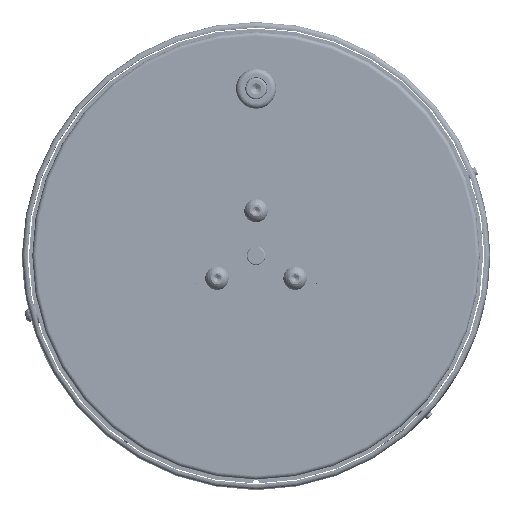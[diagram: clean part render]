
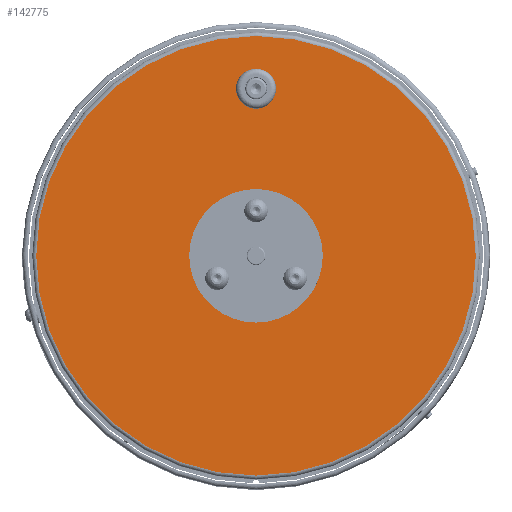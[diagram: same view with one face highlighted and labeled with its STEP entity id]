
A CAD part, top view. The second image highlights one B-rep face of the part: STEP entity #142775.
In plain terms, the highlighted planar face has unit normal (0, 0, 1).
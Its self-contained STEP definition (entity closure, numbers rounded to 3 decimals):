
#1360 = VERTEX_POINT ( 'NONE', #62588 ) ;
#6204 = CARTESIAN_POINT ( 'NONE',  ( 0., 0., 6. ) ) ;
#6971 = CARTESIAN_POINT ( 'NONE',  ( 0., 0., 6. ) ) ;
#8557 = AXIS2_PLACEMENT_3D ( 'NONE', #11258, #77172, #178504 ) ;
#11258 = CARTESIAN_POINT ( 'NONE',  ( -29.228, -16.875, 6. ) ) ;
#11852 = ORIENTED_EDGE ( 'NONE', *, *, #167326, .F. ) ;
#12707 = EDGE_CURVE ( 'NONE', #31277, #93265, #198010, .T. ) ;
#16420 = AXIS2_PLACEMENT_3D ( 'NONE', #75657, #141436, #59444 ) ;
#21412 = CIRCLE ( 'NONE', #59527, 4.25 ) ;
#26224 = ORIENTED_EDGE ( 'NONE', *, *, #54496, .F. ) ;
#26466 = DIRECTION ( 'NONE',  ( 1., 0., 0. ) ) ;
#28961 = AXIS2_PLACEMENT_3D ( 'NONE', #172229, #43819, #208834 ) ;
#29684 = CARTESIAN_POINT ( 'NONE',  ( -24.128, -16.875, 6. ) ) ;
#31277 = VERTEX_POINT ( 'NONE', #58764 ) ;
#35517 = CARTESIAN_POINT ( 'NONE',  ( 24.128, -16.875, 6. ) ) ;
#36723 = VERTEX_POINT ( 'NONE', #88522 ) ;
#38859 = EDGE_LOOP ( 'NONE', ( #194758, #26224 ) ) ;
#41203 = EDGE_CURVE ( 'NONE', #66964, #170004, #21412, .T. ) ;
#43819 = DIRECTION ( 'NONE',  ( 0., 0., 1. ) ) ;
#44095 = CARTESIAN_POINT ( 'NONE',  ( -5.1, 33.75, 6. ) ) ;
#44754 = CIRCLE ( 'NONE', #72361, 5.1 ) ;
#49013 = DIRECTION ( 'NONE',  ( 1., 0., 0. ) ) ;
#51129 = CARTESIAN_POINT ( 'NONE',  ( 0., 33.75, 6. ) ) ;
#53328 = CARTESIAN_POINT ( 'NONE',  ( 0., 125., 6. ) ) ;
#53879 = CIRCLE ( 'NONE', #174411, 164.5 ) ;
#54496 = EDGE_CURVE ( 'NONE', #93265, #31277, #124970, .T. ) ;
#55889 = DIRECTION ( 'NONE',  ( 1., 0., 0. ) ) ;
#56088 = AXIS2_PLACEMENT_3D ( 'NONE', #60958, #192508, #105315 ) ;
#56550 = EDGE_CURVE ( 'NONE', #1360, #148321, #211284, .T. ) ;
#58764 = CARTESIAN_POINT ( 'NONE',  ( -34.328, -16.875, 6. ) ) ;
#59166 = CIRCLE ( 'NONE', #124664, 5.1 ) ;
#59444 = DIRECTION ( 'NONE',  ( 1., 0., 0. ) ) ;
#59527 = AXIS2_PLACEMENT_3D ( 'NONE', #53328, #73511, #205036 ) ;
#59890 = CARTESIAN_POINT ( 'NONE',  ( -4.25, 125., 6. ) ) ;
#60601 = DIRECTION ( 'NONE',  ( 1., 0., 0. ) ) ;
#60865 = VERTEX_POINT ( 'NONE', #146399 ) ;
#60958 = CARTESIAN_POINT ( 'NONE',  ( -29.228, -16.875, 6. ) ) ;
#62588 = CARTESIAN_POINT ( 'NONE',  ( -164.5, 0., 6. ) ) ;
#65228 = DIRECTION ( 'NONE',  ( 0., 0., 1. ) ) ;
#66964 = VERTEX_POINT ( 'NONE', #83829 ) ;
#72361 = AXIS2_PLACEMENT_3D ( 'NONE', #147676, #212381, #130469 ) ;
#73511 = DIRECTION ( 'NONE',  ( 0., 0., 1. ) ) ;
#74707 = VERTEX_POINT ( 'NONE', #44095 ) ;
#75657 = CARTESIAN_POINT ( 'NONE',  ( 0., 0., 6. ) ) ;
#76817 = EDGE_LOOP ( 'NONE', ( #100682, #11852 ) ) ;
#77172 = DIRECTION ( 'NONE',  ( 0., 0., 1. ) ) ;
#77610 = EDGE_CURVE ( 'NONE', #60865, #36723, #161278, .T. ) ;
#82729 = EDGE_LOOP ( 'NONE', ( #175321, #99023 ) ) ;
#83829 = CARTESIAN_POINT ( 'NONE',  ( 4.25, 125., 6. ) ) ;
#84974 = EDGE_LOOP ( 'NONE', ( #118612, #185277 ) ) ;
#86164 = FACE_BOUND ( 'NONE', #109967, .T. ) ;
#87210 = PLANE ( 'NONE',  #164260 ) ;
#87904 = DIRECTION ( 'NONE',  ( 0., 0., 1. ) ) ;
#88522 = CARTESIAN_POINT ( 'NONE',  ( 9., 0., 6. ) ) ;
#88896 = CIRCLE ( 'NONE', #16420, 9. ) ;
#89137 = VERTEX_POINT ( 'NONE', #208274 ) ;
#89348 = DIRECTION ( 'NONE',  ( 0., 0., 1. ) ) ;
#91768 = DIRECTION ( 'NONE',  ( 1., 0., 0. ) ) ;
#93265 = VERTEX_POINT ( 'NONE', #29684 ) ;
#99023 = ORIENTED_EDGE ( 'NONE', *, *, #189322, .F. ) ;
#100682 = ORIENTED_EDGE ( 'NONE', *, *, #165771, .F. ) ;
#102524 = ORIENTED_EDGE ( 'NONE', *, *, #113721, .F. ) ;
#105315 = DIRECTION ( 'NONE',  ( 1., 0., 0. ) ) ;
#109967 = EDGE_LOOP ( 'NONE', ( #102524, #164134 ) ) ;
#111760 = EDGE_CURVE ( 'NONE', #126996, #140102, #182375, .T. ) ;
#113721 = EDGE_CURVE ( 'NONE', #170004, #66964, #142204, .T. ) ;
#118612 = ORIENTED_EDGE ( 'NONE', *, *, #142105, .T. ) ;
#122015 = CARTESIAN_POINT ( 'NONE',  ( 0., 0., 6. ) ) ;
#122509 = DIRECTION ( 'NONE',  ( 0., 0., 1. ) ) ;
#124664 = AXIS2_PLACEMENT_3D ( 'NONE', #128532, #195351, #60601 ) ;
#124970 = CIRCLE ( 'NONE', #56088, 5.1 ) ;
#125107 = AXIS2_PLACEMENT_3D ( 'NONE', #51129, #65228, #49013 ) ;
#126996 = VERTEX_POINT ( 'NONE', #35517 ) ;
#128532 = CARTESIAN_POINT ( 'NONE',  ( 0., 33.75, 6. ) ) ;
#128746 = EDGE_CURVE ( 'NONE', #36723, #60865, #88896, .T. ) ;
#130469 = DIRECTION ( 'NONE',  ( 1., 0., 0. ) ) ;
#135673 = ORIENTED_EDGE ( 'NONE', *, *, #77610, .F. ) ;
#137506 = DIRECTION ( 'NONE',  ( 1., 0., 0. ) ) ;
#140102 = VERTEX_POINT ( 'NONE', #191797 ) ;
#141436 = DIRECTION ( 'NONE',  ( 0., 0., 1. ) ) ;
#142105 = EDGE_CURVE ( 'NONE', #148321, #1360, #53879, .T. ) ;
#142204 = CIRCLE ( 'NONE', #28961, 4.25 ) ;
#142553 = CARTESIAN_POINT ( 'NONE',  ( 29.228, -16.875, 6. ) ) ;
#142775 = ADVANCED_FACE ( 'NONE', ( #188517, #185358, #86164, #172350, #168105, #170220 ), #87210, .T. ) ;
#146399 = CARTESIAN_POINT ( 'NONE',  ( -9., 0., 6. ) ) ;
#147676 = CARTESIAN_POINT ( 'NONE',  ( 29.228, -16.875, 6. ) ) ;
#148321 = VERTEX_POINT ( 'NONE', #181242 ) ;
#153447 = EDGE_LOOP ( 'NONE', ( #135673, #186307 ) ) ;
#161278 = CIRCLE ( 'NONE', #185296, 9. ) ;
#163170 = DIRECTION ( 'NONE',  ( 0., 0., 1. ) ) ;
#164134 = ORIENTED_EDGE ( 'NONE', *, *, #41203, .F. ) ;
#164260 = AXIS2_PLACEMENT_3D ( 'NONE', #6204, #89348, #55889 ) ;
#165771 = EDGE_CURVE ( 'NONE', #74707, #89137, #59166, .T. ) ;
#167326 = EDGE_CURVE ( 'NONE', #89137, #74707, #204160, .T. ) ;
#168105 = FACE_BOUND ( 'NONE', #82729, .T. ) ;
#170004 = VERTEX_POINT ( 'NONE', #59890 ) ;
#170220 = FACE_BOUND ( 'NONE', #153447, .T. ) ;
#172229 = CARTESIAN_POINT ( 'NONE',  ( 0., 125., 6. ) ) ;
#172350 = FACE_BOUND ( 'NONE', #76817, .T. ) ;
#172632 = DIRECTION ( 'NONE',  ( 0., 0., 1. ) ) ;
#174411 = AXIS2_PLACEMENT_3D ( 'NONE', #6971, #122509, #200160 ) ;
#175321 = ORIENTED_EDGE ( 'NONE', *, *, #111760, .F. ) ;
#178504 = DIRECTION ( 'NONE',  ( 1., 0., 0. ) ) ;
#181242 = CARTESIAN_POINT ( 'NONE',  ( 164.5, 0., 6. ) ) ;
#182375 = CIRCLE ( 'NONE', #192634, 5.1 ) ;
#185277 = ORIENTED_EDGE ( 'NONE', *, *, #56550, .T. ) ;
#185296 = AXIS2_PLACEMENT_3D ( 'NONE', #122015, #172632, #91768 ) ;
#185358 = FACE_BOUND ( 'NONE', #38859, .T. ) ;
#186307 = ORIENTED_EDGE ( 'NONE', *, *, #128746, .F. ) ;
#188517 = FACE_OUTER_BOUND ( 'NONE', #84974, .T. ) ;
#189322 = EDGE_CURVE ( 'NONE', #140102, #126996, #44754, .T. ) ;
#191797 = CARTESIAN_POINT ( 'NONE',  ( 34.328, -16.875, 6. ) ) ;
#192508 = DIRECTION ( 'NONE',  ( 0., 0., 1. ) ) ;
#192634 = AXIS2_PLACEMENT_3D ( 'NONE', #142553, #87904, #137506 ) ;
#194758 = ORIENTED_EDGE ( 'NONE', *, *, #12707, .F. ) ;
#195351 = DIRECTION ( 'NONE',  ( 0., 0., 1. ) ) ;
#197575 = AXIS2_PLACEMENT_3D ( 'NONE', #210632, #163170, #26466 ) ;
#198010 = CIRCLE ( 'NONE', #8557, 5.1 ) ;
#200160 = DIRECTION ( 'NONE',  ( 1., 0., 0. ) ) ;
#204160 = CIRCLE ( 'NONE', #125107, 5.1 ) ;
#205036 = DIRECTION ( 'NONE',  ( 1., 0., 0. ) ) ;
#208274 = CARTESIAN_POINT ( 'NONE',  ( 5.1, 33.75, 6. ) ) ;
#208834 = DIRECTION ( 'NONE',  ( 1., 0., 0. ) ) ;
#210632 = CARTESIAN_POINT ( 'NONE',  ( 0., 0., 6. ) ) ;
#211284 = CIRCLE ( 'NONE', #197575, 164.5 ) ;
#212381 = DIRECTION ( 'NONE',  ( 0., 0., 1. ) ) ;
